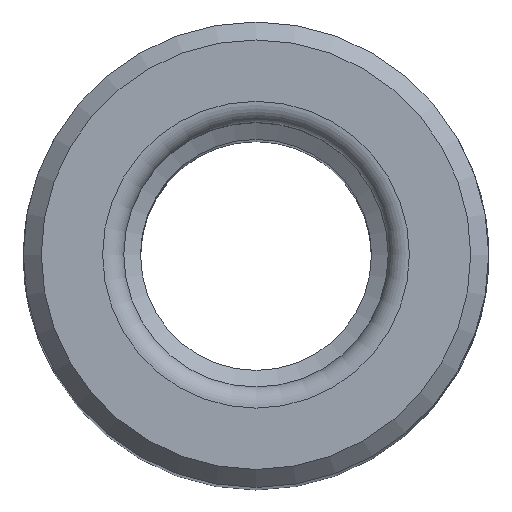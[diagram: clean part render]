
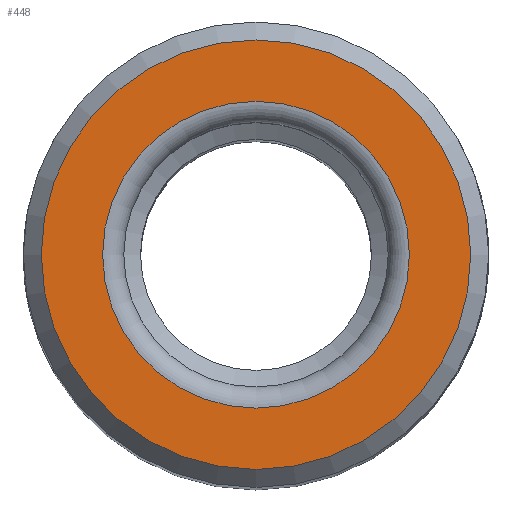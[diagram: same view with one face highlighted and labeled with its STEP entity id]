
A CAD part, top view. The second image highlights one B-rep face of the part: STEP entity #448.
In plain terms, the highlighted planar face has unit normal (0, 0, 1).
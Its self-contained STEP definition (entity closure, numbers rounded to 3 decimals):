
#30=PLANE('',#492);
#81=ORIENTED_EDGE('',*,*,#135,.F.);
#82=ORIENTED_EDGE('',*,*,#134,.T.);
#134=EDGE_CURVE('',#163,#163,#180,.T.);
#135=EDGE_CURVE('',#164,#164,#181,.T.);
#163=VERTEX_POINT('',#658);
#164=VERTEX_POINT('',#661);
#180=CIRCLE('',#491,10.15);
#181=CIRCLE('',#493,7.25);
#204=EDGE_LOOP('',(#81));
#205=EDGE_LOOP('',(#82));
#246=FACE_BOUND('',#204,.T.);
#247=FACE_BOUND('',#205,.T.);
#448=ADVANCED_FACE('',(#246,#247),#30,.F.);
#491=AXIS2_PLACEMENT_3D('',#657,#564,#565);
#492=AXIS2_PLACEMENT_3D('',#659,#566,#567);
#493=AXIS2_PLACEMENT_3D('',#660,#568,#569);
#564=DIRECTION('',(0.,0.,1.));
#565=DIRECTION('',(1.,0.,0.));
#566=DIRECTION('',(0.,0.,-1.));
#567=DIRECTION('',(-1.,0.,0.));
#568=DIRECTION('',(0.,0.,1.));
#569=DIRECTION('',(1.,0.,0.));
#657=CARTESIAN_POINT('',(0.,0.,97.5));
#658=CARTESIAN_POINT('',(10.15,0.,97.5));
#659=CARTESIAN_POINT('',(10.15,0.,97.5));
#660=CARTESIAN_POINT('',(0.,0.,97.5));
#661=CARTESIAN_POINT('',(7.25,0.,97.5));
